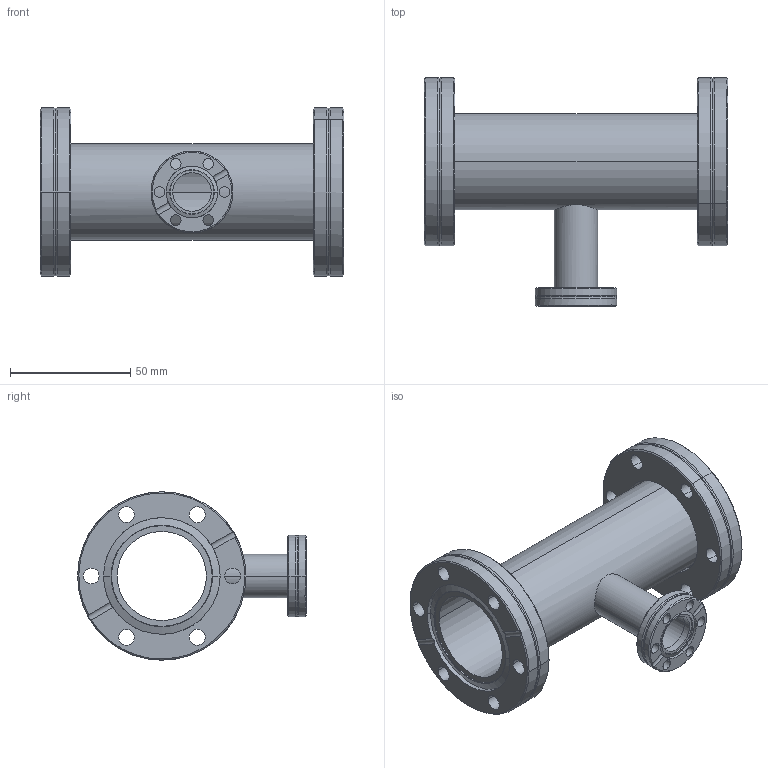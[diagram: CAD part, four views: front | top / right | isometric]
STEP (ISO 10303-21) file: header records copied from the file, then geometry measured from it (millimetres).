
FILE_DESCRIPTION (( 'STEP AP214' ), '1' );
FILE_NAME ('420RTR040-016.stp', '2017-05-31T09:36:01', ( '' ), ( '' ), 'SwSTEP 2.0', 'SolidWorks 2015', '' );
FILE_SCHEMA (( 'AUTOMOTIVE_DESIGN' ));
Length unit declared in the file: millimetre
Products named in the file (1): 420RTR040-016
Bounding box: 126 x 94.95 x 69.9 mm (x, y, z)
Volume: 86258.6 mm3; surface area: 57965.6 mm2
Topology: 4 solids, 5 shells, 160 faces, 385 edges, 239 vertices
Faces by surface type: cylinder 87, cone 31, torus 22, plane 20
Entity records: 7124 total; most frequent: CARTESIAN_POINT 1344, DIRECTION 906, ORIENTED_EDGE 770, AXIS2_PLACEMENT_3D 394, EDGE_CURVE 385, VERTEX_POINT 239, CIRCLE 233, EDGE_LOOP 212
